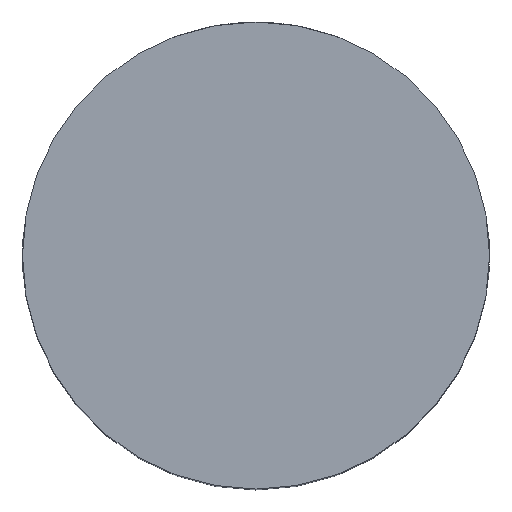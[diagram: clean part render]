
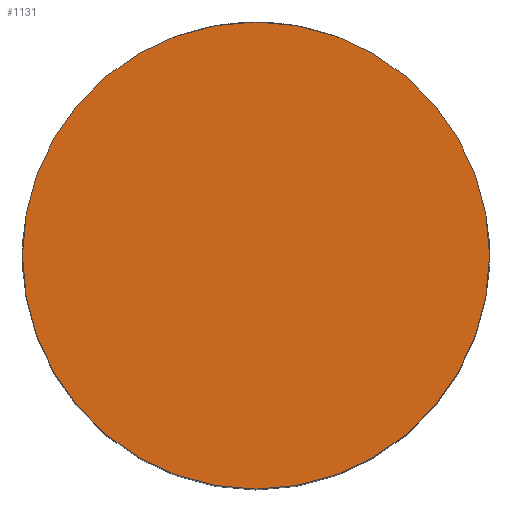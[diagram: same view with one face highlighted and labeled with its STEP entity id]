
A CAD part, top view. The second image highlights one B-rep face of the part: STEP entity #1131.
In plain terms, the highlighted planar face has unit normal (0, 0, 1).
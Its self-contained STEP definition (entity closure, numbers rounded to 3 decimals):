
#69 = DIRECTION ( 'NONE',  ( 1., 0., 0. ) ) ;
#82 = AXIS2_PLACEMENT_3D ( 'NONE', #323, #795, #69 ) ;
#323 = CARTESIAN_POINT ( 'NONE',  ( 0., 0., 67. ) ) ;
#331 = AXIS2_PLACEMENT_3D ( 'NONE', #564, #1261, #679 ) ;
#392 = EDGE_LOOP ( 'NONE', ( #1054, #481 ) ) ;
#448 = CARTESIAN_POINT ( 'NONE',  ( 0., 0., 67. ) ) ;
#476 = VERTEX_POINT ( 'NONE', #1044 ) ;
#481 = ORIENTED_EDGE ( 'NONE', *, *, #621, .T. ) ;
#487 = AXIS2_PLACEMENT_3D ( 'NONE', #448, #1172, #576 ) ;
#490 = CIRCLE ( 'NONE', #331, 24. ) ;
#564 = CARTESIAN_POINT ( 'NONE',  ( 0., 0., 67. ) ) ;
#576 = DIRECTION ( 'NONE',  ( 1., 0., 0. ) ) ;
#593 = CIRCLE ( 'NONE', #487, 24. ) ;
#621 = EDGE_CURVE ( 'NONE', #476, #1356, #593, .T. ) ;
#679 = DIRECTION ( 'NONE',  ( 1., 0., 0. ) ) ;
#688 = PLANE ( 'NONE',  #82 ) ;
#706 = EDGE_CURVE ( 'NONE', #1356, #476, #490, .T. ) ;
#737 = CARTESIAN_POINT ( 'NONE',  ( -24., 0., 67. ) ) ;
#795 = DIRECTION ( 'NONE',  ( 0., 0., 1. ) ) ;
#1044 = CARTESIAN_POINT ( 'NONE',  ( 24., 0., 67. ) ) ;
#1054 = ORIENTED_EDGE ( 'NONE', *, *, #706, .T. ) ;
#1131 = ADVANCED_FACE ( 'NONE', ( #1289 ), #688, .T. ) ;
#1172 = DIRECTION ( 'NONE',  ( 0., 0., 1. ) ) ;
#1261 = DIRECTION ( 'NONE',  ( 0., 0., 1. ) ) ;
#1289 = FACE_OUTER_BOUND ( 'NONE', #392, .T. ) ;
#1356 = VERTEX_POINT ( 'NONE', #737 ) ;
